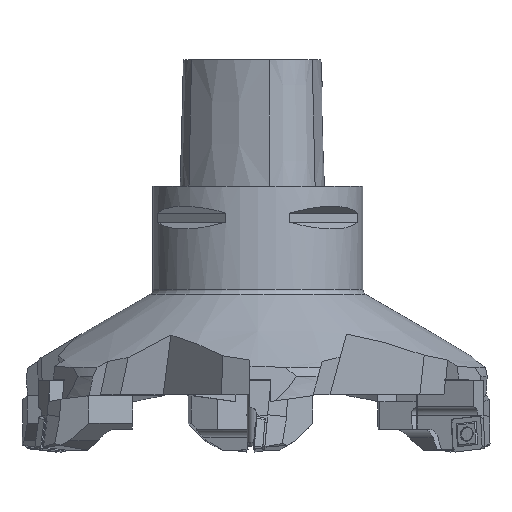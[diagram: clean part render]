
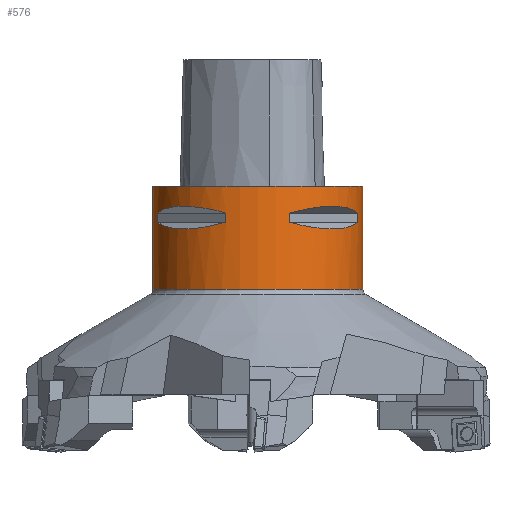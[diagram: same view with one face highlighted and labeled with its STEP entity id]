
A CAD part, left-side view. The second image highlights one B-rep face of the part: STEP entity #576.
In plain terms, the highlighted cylindrical face has radius 40 mm (diameter 80 mm), a full revolution.
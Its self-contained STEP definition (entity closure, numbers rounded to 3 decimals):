
#576=ADVANCED_FACE('',(#857,#858,#859,#860,#861,#862),#763,.T.);
#763=CYLINDRICAL_SURFACE('',#3775,40.);
#779=CIRCLE('',#3769,40.);
#780=CIRCLE('',#3774,40.);
#857=FACE_BOUND('',#923,.T.);
#858=FACE_BOUND('',#924,.T.);
#859=FACE_BOUND('',#925,.T.);
#860=FACE_BOUND('',#926,.T.);
#861=FACE_BOUND('',#927,.T.);
#862=FACE_BOUND('',#928,.T.);
#923=EDGE_LOOP('',(#1192,#1193,#1194,#1195));
#924=EDGE_LOOP('',(#1196,#1197,#1198,#1199));
#925=EDGE_LOOP('',(#1200));
#926=EDGE_LOOP('',(#1201,#1202,#1203,#1204));
#927=EDGE_LOOP('',(#1205,#1206,#1207,#1208));
#928=EDGE_LOOP('',(#1209));
#1145=ELLIPSE('',#3765,46.188,40.);
#1146=ELLIPSE('',#3766,46.188,40.);
#1147=ELLIPSE('',#3767,46.188,40.);
#1148=ELLIPSE('',#3768,46.188,40.);
#1149=ELLIPSE('',#3770,46.188,40.);
#1150=ELLIPSE('',#3771,46.188,40.);
#1151=ELLIPSE('',#3772,46.188,40.);
#1152=ELLIPSE('',#3773,46.188,40.);
#1192=ORIENTED_EDGE('',*,*,#2523,.T.);
#1193=ORIENTED_EDGE('',*,*,#2524,.T.);
#1194=ORIENTED_EDGE('',*,*,#2525,.T.);
#1195=ORIENTED_EDGE('',*,*,#2526,.T.);
#1196=ORIENTED_EDGE('',*,*,#2527,.T.);
#1197=ORIENTED_EDGE('',*,*,#2528,.T.);
#1198=ORIENTED_EDGE('',*,*,#2529,.T.);
#1199=ORIENTED_EDGE('',*,*,#2530,.T.);
#1200=ORIENTED_EDGE('',*,*,#2531,.T.);
#1201=ORIENTED_EDGE('',*,*,#2532,.T.);
#1202=ORIENTED_EDGE('',*,*,#2533,.T.);
#1203=ORIENTED_EDGE('',*,*,#2534,.T.);
#1204=ORIENTED_EDGE('',*,*,#2535,.T.);
#1205=ORIENTED_EDGE('',*,*,#2536,.T.);
#1206=ORIENTED_EDGE('',*,*,#2537,.T.);
#1207=ORIENTED_EDGE('',*,*,#2538,.T.);
#1208=ORIENTED_EDGE('',*,*,#2539,.T.);
#1209=ORIENTED_EDGE('',*,*,#2540,.T.);
#2178=VERTEX_POINT('',#5090);
#2179=VERTEX_POINT('',#5091);
#2180=VERTEX_POINT('',#5093);
#2181=VERTEX_POINT('',#5095);
#2182=VERTEX_POINT('',#5098);
#2183=VERTEX_POINT('',#5099);
#2184=VERTEX_POINT('',#5101);
#2185=VERTEX_POINT('',#5103);
#2186=VERTEX_POINT('',#5106);
#2187=VERTEX_POINT('',#5108);
#2188=VERTEX_POINT('',#5109);
#2189=VERTEX_POINT('',#5111);
#2190=VERTEX_POINT('',#5113);
#2191=VERTEX_POINT('',#5116);
#2192=VERTEX_POINT('',#5117);
#2193=VERTEX_POINT('',#5119);
#2194=VERTEX_POINT('',#5121);
#2195=VERTEX_POINT('',#5124);
#2523=EDGE_CURVE('',#2178,#2179,#3016,.T.);
#2524=EDGE_CURVE('',#2179,#2180,#1145,.T.);
#2525=EDGE_CURVE('',#2180,#2181,#3017,.T.);
#2526=EDGE_CURVE('',#2181,#2178,#1146,.T.);
#2527=EDGE_CURVE('',#2182,#2183,#3018,.T.);
#2528=EDGE_CURVE('',#2183,#2184,#1147,.T.);
#2529=EDGE_CURVE('',#2184,#2185,#3019,.T.);
#2530=EDGE_CURVE('',#2185,#2182,#1148,.T.);
#2531=EDGE_CURVE('',#2186,#2186,#779,.T.);
#2532=EDGE_CURVE('',#2187,#2188,#3020,.T.);
#2533=EDGE_CURVE('',#2188,#2189,#1149,.T.);
#2534=EDGE_CURVE('',#2189,#2190,#3021,.T.);
#2535=EDGE_CURVE('',#2190,#2187,#1150,.T.);
#2536=EDGE_CURVE('',#2191,#2192,#3022,.T.);
#2537=EDGE_CURVE('',#2192,#2193,#1151,.T.);
#2538=EDGE_CURVE('',#2193,#2194,#3023,.T.);
#2539=EDGE_CURVE('',#2194,#2191,#1152,.T.);
#2540=EDGE_CURVE('',#2195,#2195,#780,.T.);
#3016=LINE('',#5089,#3318);
#3017=LINE('',#5094,#3319);
#3018=LINE('',#5097,#3320);
#3019=LINE('',#5102,#3321);
#3020=LINE('',#5107,#3322);
#3021=LINE('',#5112,#3323);
#3022=LINE('',#5115,#3324);
#3023=LINE('',#5120,#3325);
#3318=VECTOR('',#4112,1.);
#3319=VECTOR('',#4115,1.);
#3320=VECTOR('',#4118,1.);
#3321=VECTOR('',#4121,1.);
#3322=VECTOR('',#4126,1.);
#3323=VECTOR('',#4129,1.);
#3324=VECTOR('',#4132,1.);
#3325=VECTOR('',#4135,1.);
#3765=AXIS2_PLACEMENT_3D('',#5092,#4113,#4114);
#3766=AXIS2_PLACEMENT_3D('',#5096,#4116,#4117);
#3767=AXIS2_PLACEMENT_3D('',#5100,#4119,#4120);
#3768=AXIS2_PLACEMENT_3D('',#5104,#4122,#4123);
#3769=AXIS2_PLACEMENT_3D('',#5105,#4124,#4125);
#3770=AXIS2_PLACEMENT_3D('',#5110,#4127,#4128);
#3771=AXIS2_PLACEMENT_3D('',#5114,#4130,#4131);
#3772=AXIS2_PLACEMENT_3D('',#5118,#4133,#4134);
#3773=AXIS2_PLACEMENT_3D('',#5122,#4136,#4137);
#3774=AXIS2_PLACEMENT_3D('',#5123,#4138,#4139);
#3775=AXIS2_PLACEMENT_3D('',#5125,#4140,#4141);
#4112=DIRECTION('',(0.,0.,1.));
#4113=DIRECTION('',(-0.354,0.354,0.866));
#4114=DIRECTION('',(-0.612,0.612,-0.5));
#4115=DIRECTION('',(0.,0.,-1.));
#4116=DIRECTION('',(-0.354,0.354,-0.866));
#4117=DIRECTION('',(0.612,-0.612,-0.5));
#4118=DIRECTION('',(0.,0.,1.));
#4119=DIRECTION('',(0.354,-0.354,0.866));
#4120=DIRECTION('',(0.612,-0.612,-0.5));
#4121=DIRECTION('',(0.,0.,-1.));
#4122=DIRECTION('',(0.354,-0.354,-0.866));
#4123=DIRECTION('',(-0.612,0.612,-0.5));
#4124=DIRECTION('',(0.,0.,-1.));
#4125=DIRECTION('',(-1.,0.,0.));
#4126=DIRECTION('',(0.,0.,1.));
#4127=DIRECTION('',(0.354,0.354,0.866));
#4128=DIRECTION('',(0.612,0.612,-0.5));
#4129=DIRECTION('',(0.,0.,-1.));
#4130=DIRECTION('',(0.354,0.354,-0.866));
#4131=DIRECTION('',(-0.612,-0.612,-0.5));
#4132=DIRECTION('',(0.,0.,1.));
#4133=DIRECTION('',(-0.354,-0.354,0.866));
#4134=DIRECTION('',(-0.612,-0.612,-0.5));
#4135=DIRECTION('',(0.,0.,-1.));
#4136=DIRECTION('',(-0.354,-0.354,-0.866));
#4137=DIRECTION('',(0.612,0.612,-0.5));
#4138=DIRECTION('',(0.,0.,1.));
#4139=DIRECTION('',(1.,0.,0.));
#4140=DIRECTION('',(0.,0.,1.));
#4141=DIRECTION('',(1.,0.,0.));
#5089=CARTESIAN_POINT('',(12.133,-38.115,0.));
#5090=CARTESIAN_POINT('',(12.133,-38.115,-13.75));
#5091=CARTESIAN_POINT('',(12.133,-38.115,-10.25));
#5092=CARTESIAN_POINT('',(0.,0.,-30.764));
#5093=CARTESIAN_POINT('',(38.115,-12.133,-10.25));
#5094=CARTESIAN_POINT('',(38.115,-12.133,0.));
#5095=CARTESIAN_POINT('',(38.115,-12.133,-13.75));
#5096=CARTESIAN_POINT('',(0.,0.,6.764));
#5097=CARTESIAN_POINT('',(-12.133,38.115,0.));
#5098=CARTESIAN_POINT('',(-12.133,38.115,-13.75));
#5099=CARTESIAN_POINT('',(-12.133,38.115,-10.25));
#5100=CARTESIAN_POINT('',(0.,0.,-30.764));
#5101=CARTESIAN_POINT('',(-38.115,12.133,-10.25));
#5102=CARTESIAN_POINT('',(-38.115,12.133,0.));
#5103=CARTESIAN_POINT('',(-38.115,12.133,-13.75));
#5104=CARTESIAN_POINT('',(0.,0.,6.764));
#5105=CARTESIAN_POINT('',(0.,0.,0.));
#5106=CARTESIAN_POINT('',(-40.,0.,0.));
#5107=CARTESIAN_POINT('',(-38.115,-12.133,0.));
#5108=CARTESIAN_POINT('',(-38.115,-12.133,-13.75));
#5109=CARTESIAN_POINT('',(-38.115,-12.133,-10.25));
#5110=CARTESIAN_POINT('',(0.,0.,-30.764));
#5111=CARTESIAN_POINT('',(-12.133,-38.115,-10.25));
#5112=CARTESIAN_POINT('',(-12.133,-38.115,0.));
#5113=CARTESIAN_POINT('',(-12.133,-38.115,-13.75));
#5114=CARTESIAN_POINT('',(0.,0.,6.764));
#5115=CARTESIAN_POINT('',(38.115,12.133,0.));
#5116=CARTESIAN_POINT('',(38.115,12.133,-13.75));
#5117=CARTESIAN_POINT('',(38.115,12.133,-10.25));
#5118=CARTESIAN_POINT('',(0.,0.,-30.764));
#5119=CARTESIAN_POINT('',(12.133,38.115,-10.25));
#5120=CARTESIAN_POINT('',(12.133,38.115,0.));
#5121=CARTESIAN_POINT('',(12.133,38.115,-13.75));
#5122=CARTESIAN_POINT('',(0.,0.,6.764));
#5123=CARTESIAN_POINT('',(0.,0.,-39.202));
#5124=CARTESIAN_POINT('',(40.,0.,-39.202));
#5125=CARTESIAN_POINT('',(0.,0.,26.));
